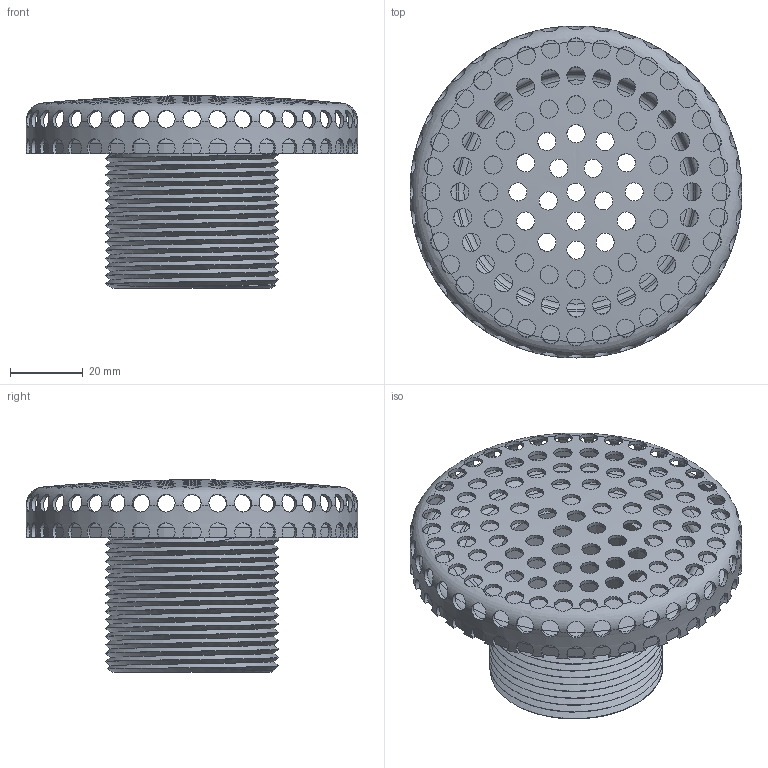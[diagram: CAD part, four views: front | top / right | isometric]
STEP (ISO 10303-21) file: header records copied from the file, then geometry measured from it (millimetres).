
FILE_DESCRIPTION(('STEP AP214'), '1');
FILE_NAME('Çàêëàäíàÿ', '2022-10-05T06:51:43', ('Runvilpools'), (''), 'C3D Converter', 'C3D Toolkit', '');
FILE_SCHEMA(('AUTOMOTIVE_DESIGN { 1 0 10303 214 3 1 1}'));
Length unit declared in the file: millimetre
Bounding box: 91.5 x 91.5 x 53 mm (x, y, z)
Volume: 26020.9 mm3; surface area: 42059 mm2
Topology: 2 solids, 2 shells, 267 faces, 1250 edges, 831 vertices
Faces by surface type: cylinder 204, plane 48, torus 10, cone 3, bspline 2
Full cylindrical faces by diameter (mm): 5 x142, 41.803 x1, 87.1 x1, 89.5 x2, 91.5 x1
Entity records: 81889 total; most frequent: CARTESIAN_POINT 71134, ORIENTED_EDGE 2168, DIRECTION 1136, EDGE_CURVE 1084, VERTEX_POINT 831, B_SPLINE_CURVE_WITH_KNOTS 716, EDGE_LOOP 563, AXIS2_PLACEMENT_3D 518
